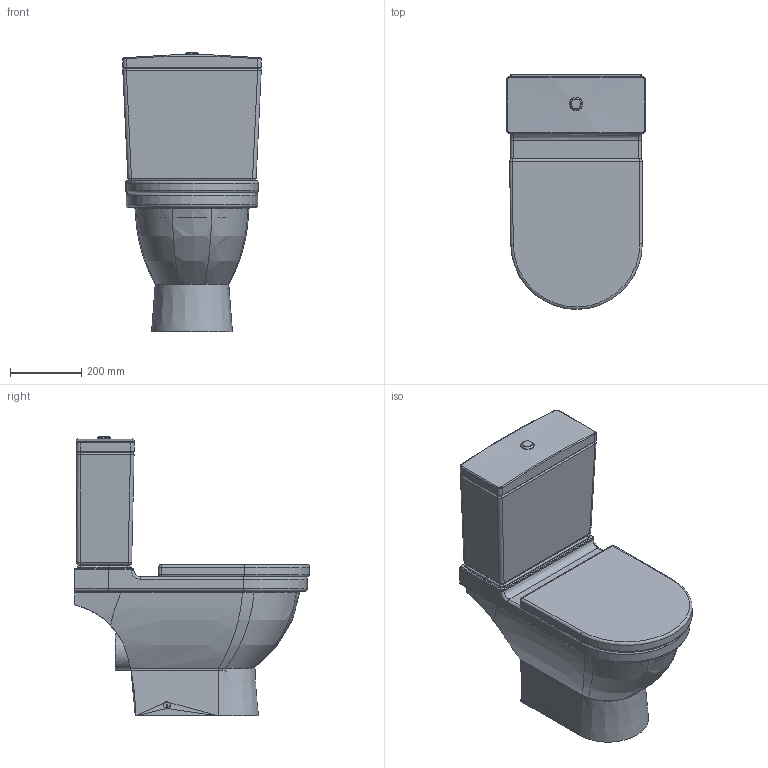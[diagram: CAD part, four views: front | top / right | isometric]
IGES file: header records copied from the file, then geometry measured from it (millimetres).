
Global section: file name: No Iges File Name specified; native system: AutoDesk Inventor R11.0; preprocessor: AutoDesk Inventor Iges Exporter R11.0; author: No Author specified; organization: No Organization specified; date: 20070806.090600; units: millimetre
Bounding box: 389.5 x 660.89 x 787.36 mm (x, y, z)
Volume: 62483316.6 mm3; surface area: 2001895.2 mm2
Topology: 4 solids, 6 shells, 284 faces, 651 edges, 386 vertices
Faces by surface type: bspline 79, plane 74, cylinder 60, revolution 34, torus 28, sphere 6, cone 3
